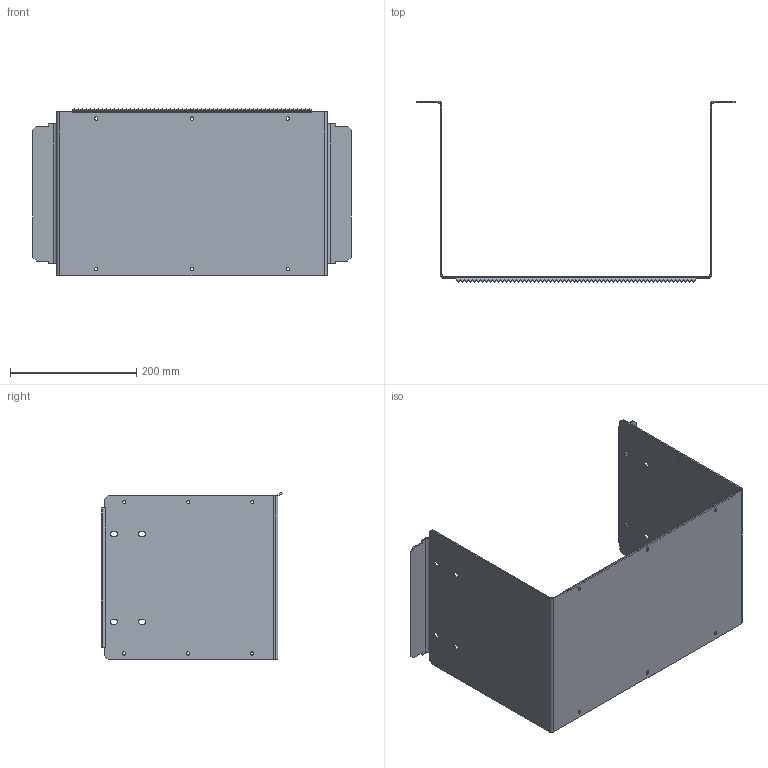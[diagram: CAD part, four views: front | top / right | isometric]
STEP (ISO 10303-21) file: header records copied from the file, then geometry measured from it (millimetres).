
FILE_DESCRIPTION((''),'2;1');
FILE_NAME('Compacteur_Rame.stp','2009-02-12T21:34:46',('Alex_Cyril'),(''),'Autodesk Inventor 11','Autodesk Inventor 11','');
FILE_SCHEMA(('AUTOMOTIVE_DESIGN { 1 0 10303 214 1 1 1 1 }'));
Length unit declared in the file: millimetre
Products named in the file (1): Compacteur_Rame
Bounding box: 505.8 x 287.44 x 265.81 mm (x, y, z)
Volume: 547465.5 mm3; surface area: 550802.3 mm2
Topology: 1 solids, 1 shells, 224 faces, 673 edges, 451 vertices
Faces by surface type: plane 153, bspline 47, cylinder 24
Full cylindrical faces by diameter (mm): 5 x6, 5.5 x3
Entity records: 7767 total; most frequent: CARTESIAN_POINT 1815, ORIENTED_EDGE 1284, DIRECTION 1086, EDGE_CURVE 642, VECTOR 550, LINE 550, VERTEX_POINT 438, EDGE_LOOP 294
